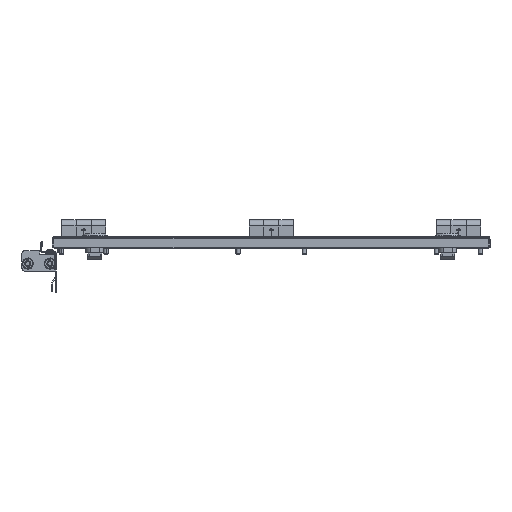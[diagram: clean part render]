
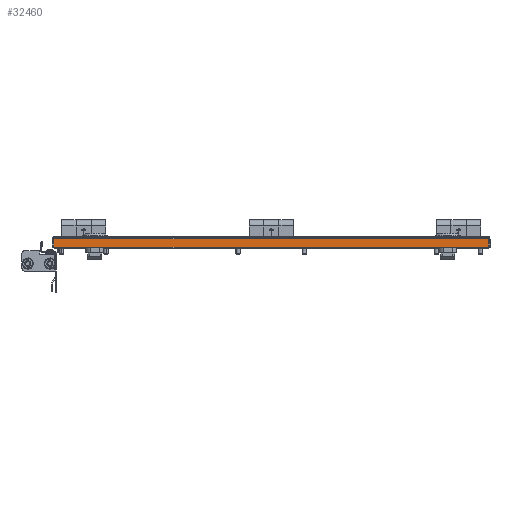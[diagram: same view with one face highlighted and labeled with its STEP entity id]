
A CAD part, left-side view. The second image highlights one B-rep face of the part: STEP entity #32460.
In plain terms, the highlighted planar face has unit normal (-1, 0, 0).
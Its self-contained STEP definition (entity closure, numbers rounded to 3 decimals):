
#427 = EDGE_CURVE ( 'NONE', #7548, #21488, #1036, .T. ) ;
#932 = CARTESIAN_POINT ( 'NONE',  ( -489.25, -0.002, 0. ) ) ;
#1036 = LINE ( 'NONE', #16748, #33555 ) ;
#1366 = LINE ( 'NONE', #11238, #66357 ) ;
#2741 = CARTESIAN_POINT ( 'NONE',  ( -489.25, -246.531, -2.4 ) ) ;
#5644 = DIRECTION ( 'NONE',  ( 0., -1., 0. ) ) ;
#7548 = VERTEX_POINT ( 'NONE', #34967 ) ;
#10772 = LINE ( 'NONE', #11154, #43217 ) ;
#11154 = CARTESIAN_POINT ( 'NONE',  ( -489.25, -0.002, -12. ) ) ;
#11238 = CARTESIAN_POINT ( 'NONE',  ( -489.25, -248.002, -2.4 ) ) ;
#16748 = CARTESIAN_POINT ( 'NONE',  ( -489.25, 246.528, 0. ) ) ;
#18029 = CARTESIAN_POINT ( 'NONE',  ( -489.25, -246.531, -1.4 ) ) ;
#18522 = VERTEX_POINT ( 'NONE', #29965 ) ;
#21488 = VERTEX_POINT ( 'NONE', #56200 ) ;
#23546 = ORIENTED_EDGE ( 'NONE', *, *, #31129, .F. ) ;
#23934 = EDGE_LOOP ( 'NONE', ( #23546, #57943, #41071, #31631 ) ) ;
#28063 = LINE ( 'NONE', #18029, #69920 ) ;
#29965 = CARTESIAN_POINT ( 'NONE',  ( -489.25, -246.531, -12. ) ) ;
#31129 = EDGE_CURVE ( 'NONE', #45597, #18522, #28063, .T. ) ;
#31494 = EDGE_CURVE ( 'NONE', #7548, #45597, #1366, .T. ) ;
#31631 = ORIENTED_EDGE ( 'NONE', *, *, #55593, .T. ) ;
#32460 = ADVANCED_FACE ( 'NONE', ( #47272 ), #44641, .F. ) ;
#33129 = AXIS2_PLACEMENT_3D ( 'NONE', #932, #50371, #39382 ) ;
#33555 = VECTOR ( 'NONE', #33866, 1000. ) ;
#33866 = DIRECTION ( 'NONE',  ( 0., 0., -1. ) ) ;
#34967 = CARTESIAN_POINT ( 'NONE',  ( -489.25, 246.528, -2.4 ) ) ;
#38433 = DIRECTION ( 'NONE',  ( 0., -1., 0. ) ) ;
#39382 = DIRECTION ( 'NONE',  ( 0., 0., -1. ) ) ;
#41071 = ORIENTED_EDGE ( 'NONE', *, *, #427, .T. ) ;
#43217 = VECTOR ( 'NONE', #5644, 1000. ) ;
#44641 = PLANE ( 'NONE',  #33129 ) ;
#45597 = VERTEX_POINT ( 'NONE', #2741 ) ;
#47272 = FACE_OUTER_BOUND ( 'NONE', #23934, .T. ) ;
#50371 = DIRECTION ( 'NONE',  ( 1., 0., 0. ) ) ;
#50443 = DIRECTION ( 'NONE',  ( 0., 0., -1. ) ) ;
#55593 = EDGE_CURVE ( 'NONE', #21488, #18522, #10772, .T. ) ;
#56200 = CARTESIAN_POINT ( 'NONE',  ( -489.25, 246.528, -12. ) ) ;
#57943 = ORIENTED_EDGE ( 'NONE', *, *, #31494, .F. ) ;
#66357 = VECTOR ( 'NONE', #38433, 1000. ) ;
#69920 = VECTOR ( 'NONE', #50443, 1000. ) ;
